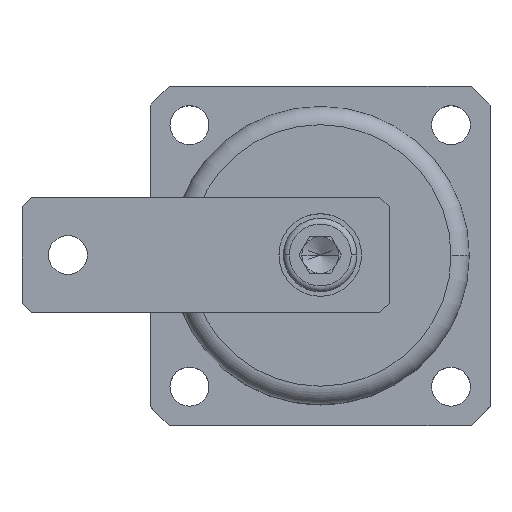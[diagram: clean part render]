
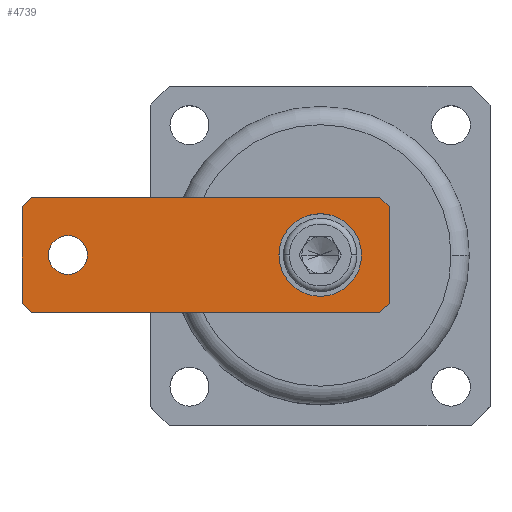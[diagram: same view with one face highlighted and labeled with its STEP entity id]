
A CAD part, top view. The second image highlights one B-rep face of the part: STEP entity #4739.
In plain terms, the highlighted face is planar.
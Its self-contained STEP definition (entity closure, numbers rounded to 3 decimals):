
#203 = CARTESIAN_POINT ( 'NONE',  ( 25., 12.5, 9. ) ) ;
#204 = CARTESIAN_POINT ( 'NONE',  ( 38., 12.5, -12.5 ) ) ;
#210 = CARTESIAN_POINT ( 'NONE',  ( -30., 12.5, -4.25 ) ) ;
#537 = DIRECTION ( 'NONE',  ( 0., 1., 0. ) ) ;
#543 = CARTESIAN_POINT ( 'NONE',  ( 0., 12.5, 0. ) ) ;
#545 = PLANE ( 'NONE',  #1244 ) ;
#547 = DIRECTION ( 'NONE',  ( 0., 0., 1. ) ) ;
#806 = CARTESIAN_POINT ( 'NONE',  ( -40., 12.5, -12.5 ) ) ;
#808 = CARTESIAN_POINT ( 'NONE',  ( 25., 12.5, 0. ) ) ;
#809 = DIRECTION ( 'NONE',  ( 0., 1., 0. ) ) ;
#810 = DIRECTION ( 'NONE',  ( 0., 0., 1. ) ) ;
#818 = DIRECTION ( 'NONE',  ( -1., 0., 0. ) ) ;
#823 = DIRECTION ( 'NONE',  ( 0., 0., -1. ) ) ;
#827 = CARTESIAN_POINT ( 'NONE',  ( 40., 12.5, -12.5 ) ) ;
#848 = CARTESIAN_POINT ( 'NONE',  ( -40., 12.5, -12.5 ) ) ;
#849 = DIRECTION ( 'NONE',  ( 0., 0., 1. ) ) ;
#857 = CARTESIAN_POINT ( 'NONE',  ( -25.25, 12.5, -25.25 ) ) ;
#861 = DIRECTION ( 'NONE',  ( -0.707, 0., 0.707 ) ) ;
#871 = DIRECTION ( 'NONE',  ( -0.707, 0., -0.707 ) ) ;
#872 = CARTESIAN_POINT ( 'NONE',  ( -30., 12.5, 0. ) ) ;
#873 = DIRECTION ( 'NONE',  ( 0., 1., 0. ) ) ;
#874 = DIRECTION ( 'NONE',  ( 0., 0., 1. ) ) ;
#875 = DIRECTION ( 'NONE',  ( 0.707, 0., 0.707 ) ) ;
#876 = CARTESIAN_POINT ( 'NONE',  ( 25.25, 12.5, -25.25 ) ) ;
#880 = CARTESIAN_POINT ( 'NONE',  ( -40., 12.5, 12.5 ) ) ;
#881 = DIRECTION ( 'NONE',  ( 1., 0., 0. ) ) ;
#884 = DIRECTION ( 'NONE',  ( 0.707, 0., -0.707 ) ) ;
#885 = CARTESIAN_POINT ( 'NONE',  ( 25., 12.5, 0. ) ) ;
#886 = DIRECTION ( 'NONE',  ( 0., 1., 0. ) ) ;
#887 = DIRECTION ( 'NONE',  ( 0., 0., 1. ) ) ;
#888 = CARTESIAN_POINT ( 'NONE',  ( 25.25, 12.5, 25.25 ) ) ;
#892 = CARTESIAN_POINT ( 'NONE',  ( -25.25, 12.5, 25.25 ) ) ;
#920 = VERTEX_POINT ( 'NONE', #1409 ) ;
#928 = VERTEX_POINT ( 'NONE', #1401 ) ;
#932 = VERTEX_POINT ( 'NONE', #1403 ) ;
#934 = VERTEX_POINT ( 'NONE', #1428 ) ;
#945 = VERTEX_POINT ( 'NONE', #1452 ) ;
#956 = VERTEX_POINT ( 'NONE', #1471 ) ;
#962 = VERTEX_POINT ( 'NONE', #1392 ) ;
#973 = VERTEX_POINT ( 'NONE', #1477 ) ;
#997 = VERTEX_POINT ( 'NONE', #1467 ) ;
#1082 = EDGE_CURVE ( 'NONE', #2522, #934, #3939, .T. ) ;
#1096 = AXIS2_PLACEMENT_3D ( 'NONE', #1362, #1361, #1364 ) ;
#1107 = AXIS2_PLACEMENT_3D ( 'NONE', #808, #809, #810 ) ;
#1116 = AXIS2_PLACEMENT_3D ( 'NONE', #872, #873, #874 ) ;
#1118 = AXIS2_PLACEMENT_3D ( 'NONE', #885, #886, #887 ) ;
#1244 = AXIS2_PLACEMENT_3D ( 'NONE', #543, #537, #547 ) ;
#1361 = DIRECTION ( 'NONE',  ( 0., 1., 0. ) ) ;
#1362 = CARTESIAN_POINT ( 'NONE',  ( -30., 12.5, 0. ) ) ;
#1364 = DIRECTION ( 'NONE',  ( 0., 0., 1. ) ) ;
#1392 = CARTESIAN_POINT ( 'NONE',  ( 40., 12.5, -10.5 ) ) ;
#1401 = CARTESIAN_POINT ( 'NONE',  ( -40., 12.5, 10.5 ) ) ;
#1403 = CARTESIAN_POINT ( 'NONE',  ( 25., 12.5, -9. ) ) ;
#1409 = CARTESIAN_POINT ( 'NONE',  ( 38., 12.5, 12.5 ) ) ;
#1428 = CARTESIAN_POINT ( 'NONE',  ( -30., 12.5, 4.25 ) ) ;
#1452 = CARTESIAN_POINT ( 'NONE',  ( 40., 12.5, 10.5 ) ) ;
#1467 = CARTESIAN_POINT ( 'NONE',  ( -40., 12.5, -10.5 ) ) ;
#1471 = CARTESIAN_POINT ( 'NONE',  ( -38., 12.5, 12.5 ) ) ;
#1477 = CARTESIAN_POINT ( 'NONE',  ( -38., 12.5, -12.5 ) ) ;
#1564 = ORIENTED_EDGE ( 'NONE', *, *, #2203, .T. ) ;
#1565 = ORIENTED_EDGE ( 'NONE', *, *, #2199, .T. ) ;
#1566 = ORIENTED_EDGE ( 'NONE', *, *, #2205, .T. ) ;
#1567 = ORIENTED_EDGE ( 'NONE', *, *, #2186, .T. ) ;
#1568 = ORIENTED_EDGE ( 'NONE', *, *, #2194, .T. ) ;
#1569 = ORIENTED_EDGE ( 'NONE', *, *, #2172, .T. ) ;
#1570 = ORIENTED_EDGE ( 'NONE', *, *, #2198, .T. ) ;
#1571 = ORIENTED_EDGE ( 'NONE', *, *, #2178, .T. ) ;
#1572 = ORIENTED_EDGE ( 'NONE', *, *, #2167, .F. ) ;
#1573 = ORIENTED_EDGE ( 'NONE', *, *, #2201, .F. ) ;
#1575 = ORIENTED_EDGE ( 'NONE', *, *, #1082, .F. ) ;
#1576 = ORIENTED_EDGE ( 'NONE', *, *, #2196, .F. ) ;
#1767 = EDGE_LOOP ( 'NONE', ( #1576, #1575 ) ) ;
#1874 = EDGE_LOOP ( 'NONE', ( #1573, #1572 ) ) ;
#1888 = EDGE_LOOP ( 'NONE', ( #1571, #1570, #1569, #1568, #1567, #1566, #1565, #1564 ) ) ;
#2167 = EDGE_CURVE ( 'NONE', #932, #2514, #3975, .T. ) ;
#2172 = EDGE_CURVE ( 'NONE', #2515, #973, #3983, .T. ) ;
#2178 = EDGE_CURVE ( 'NONE', #945, #962, #3996, .T. ) ;
#2186 = EDGE_CURVE ( 'NONE', #997, #928, #4010, .T. ) ;
#2194 = EDGE_CURVE ( 'NONE', #973, #997, #4023, .T. ) ;
#2196 = EDGE_CURVE ( 'NONE', #934, #2522, #4026, .T. ) ;
#2198 = EDGE_CURVE ( 'NONE', #962, #2515, #4022, .T. ) ;
#2199 = EDGE_CURVE ( 'NONE', #956, #920, #4029, .T. ) ;
#2201 = EDGE_CURVE ( 'NONE', #2514, #932, #4033, .T. ) ;
#2203 = EDGE_CURVE ( 'NONE', #920, #945, #4028, .T. ) ;
#2205 = EDGE_CURVE ( 'NONE', #928, #956, #4036, .T. ) ;
#2514 = VERTEX_POINT ( 'NONE', #203 ) ;
#2515 = VERTEX_POINT ( 'NONE', #204 ) ;
#2522 = VERTEX_POINT ( 'NONE', #210 ) ;
#2606 = FACE_BOUND ( 'NONE', #1767, .T. ) ;
#2612 = FACE_OUTER_BOUND ( 'NONE', #1888, .T. ) ;
#2614 = FACE_BOUND ( 'NONE', #1874, .T. ) ;
#3939 = CIRCLE ( 'NONE', #1096, 4.25 ) ;
#3975 = CIRCLE ( 'NONE', #1107, 9. ) ;
#3983 = LINE ( 'NONE', #806, #3988 ) ;
#3988 = VECTOR ( 'NONE', #818, 1000. ) ;
#3996 = LINE ( 'NONE', #827, #3998 ) ;
#3998 = VECTOR ( 'NONE', #823, 1000. ) ;
#4010 = LINE ( 'NONE', #848, #4013 ) ;
#4013 = VECTOR ( 'NONE', #849, 1000. ) ;
#4022 = LINE ( 'NONE', #876, #4030 ) ;
#4023 = LINE ( 'NONE', #857, #4025 ) ;
#4025 = VECTOR ( 'NONE', #861, 1000. ) ;
#4026 = CIRCLE ( 'NONE', #1116, 4.25 ) ;
#4028 = LINE ( 'NONE', #888, #4038 ) ;
#4029 = LINE ( 'NONE', #880, #4032 ) ;
#4030 = VECTOR ( 'NONE', #871, 1000. ) ;
#4032 = VECTOR ( 'NONE', #881, 1000. ) ;
#4033 = CIRCLE ( 'NONE', #1118, 9. ) ;
#4036 = LINE ( 'NONE', #892, #4041 ) ;
#4038 = VECTOR ( 'NONE', #884, 1000. ) ;
#4041 = VECTOR ( 'NONE', #875, 1000. ) ;
#4739 = ADVANCED_FACE ( 'NONE', ( #2606, #2614, #2612 ), #545, .T. ) ;
